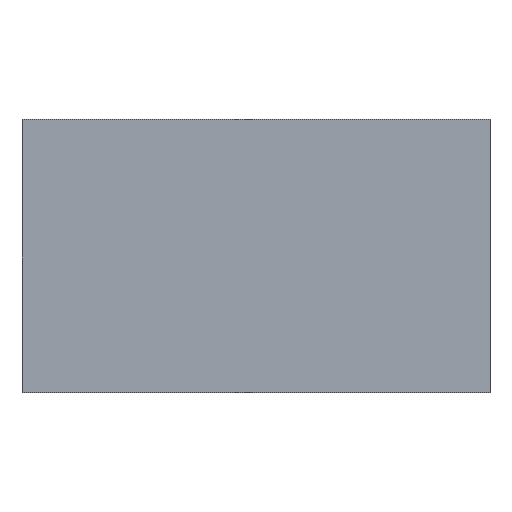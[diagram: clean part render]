
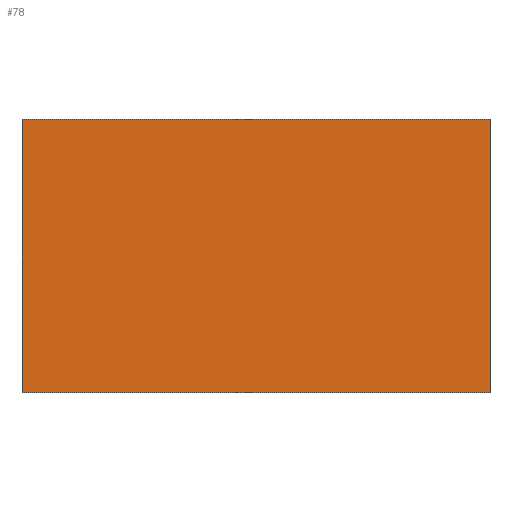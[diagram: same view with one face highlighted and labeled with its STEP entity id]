
A CAD part, top view. The second image highlights one B-rep face of the part: STEP entity #78.
In plain terms, the highlighted planar face has unit normal (0, 0, 1).
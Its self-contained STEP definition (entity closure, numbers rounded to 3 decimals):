
#5 = LINE ( 'NONE', #33, #113 ) ;
#18 = LINE ( 'NONE', #110, #108 ) ;
#22 = FACE_OUTER_BOUND ( 'NONE', #65, .T. ) ;
#26 = ORIENTED_EDGE ( 'NONE', *, *, #85, .T. ) ;
#33 = CARTESIAN_POINT ( 'NONE',  ( 0., 700., 16.76 ) ) ;
#37 = CARTESIAN_POINT ( 'NONE',  ( 0., 0., 16.76 ) ) ;
#38 = VERTEX_POINT ( 'NONE', #152 ) ;
#45 = ORIENTED_EDGE ( 'NONE', *, *, #94, .T. ) ;
#47 = EDGE_CURVE ( 'NONE', #202, #191, #173, .T. ) ;
#48 = DIRECTION ( 'NONE',  ( 0., 0., -1. ) ) ;
#50 = CARTESIAN_POINT ( 'NONE',  ( 0., 0., 16.76 ) ) ;
#51 = DIRECTION ( 'NONE',  ( -1., 0., 0. ) ) ;
#54 = CARTESIAN_POINT ( 'NONE',  ( 1200., 0., 16.76 ) ) ;
#65 = EDGE_LOOP ( 'NONE', ( #137, #169, #45, #26 ) ) ;
#76 = CARTESIAN_POINT ( 'NONE',  ( 1200., 700., 16.76 ) ) ;
#78 = ADVANCED_FACE ( 'NONE', ( #22 ), #189, .F. ) ;
#79 = EDGE_CURVE ( 'NONE', #38, #202, #149, .T. ) ;
#80 = AXIS2_PLACEMENT_3D ( 'NONE', #129, #48, #84 ) ;
#81 = DIRECTION ( 'NONE',  ( 0., 1., 0. ) ) ;
#83 = CARTESIAN_POINT ( 'NONE',  ( 0., 0., 16.76 ) ) ;
#84 = DIRECTION ( 'NONE',  ( -1., 0., 0. ) ) ;
#85 = EDGE_CURVE ( 'NONE', #179, #38, #5, .T. ) ;
#94 = EDGE_CURVE ( 'NONE', #191, #179, #18, .T. ) ;
#108 = VECTOR ( 'NONE', #81, 1000. ) ;
#110 = CARTESIAN_POINT ( 'NONE',  ( 1200., 0., 16.76 ) ) ;
#113 = VECTOR ( 'NONE', #51, 1000. ) ;
#126 = DIRECTION ( 'NONE',  ( 0., -1., 0. ) ) ;
#129 = CARTESIAN_POINT ( 'NONE',  ( 0., 0., 16.76 ) ) ;
#133 = VECTOR ( 'NONE', #147, 1000. ) ;
#137 = ORIENTED_EDGE ( 'NONE', *, *, #79, .T. ) ;
#147 = DIRECTION ( 'NONE',  ( 1., 0., 0. ) ) ;
#149 = LINE ( 'NONE', #50, #193 ) ;
#152 = CARTESIAN_POINT ( 'NONE',  ( 0., 700., 16.76 ) ) ;
#169 = ORIENTED_EDGE ( 'NONE', *, *, #47, .T. ) ;
#173 = LINE ( 'NONE', #83, #133 ) ;
#179 = VERTEX_POINT ( 'NONE', #76 ) ;
#189 = PLANE ( 'NONE',  #80 ) ;
#191 = VERTEX_POINT ( 'NONE', #54 ) ;
#193 = VECTOR ( 'NONE', #126, 1000. ) ;
#202 = VERTEX_POINT ( 'NONE', #37 ) ;
